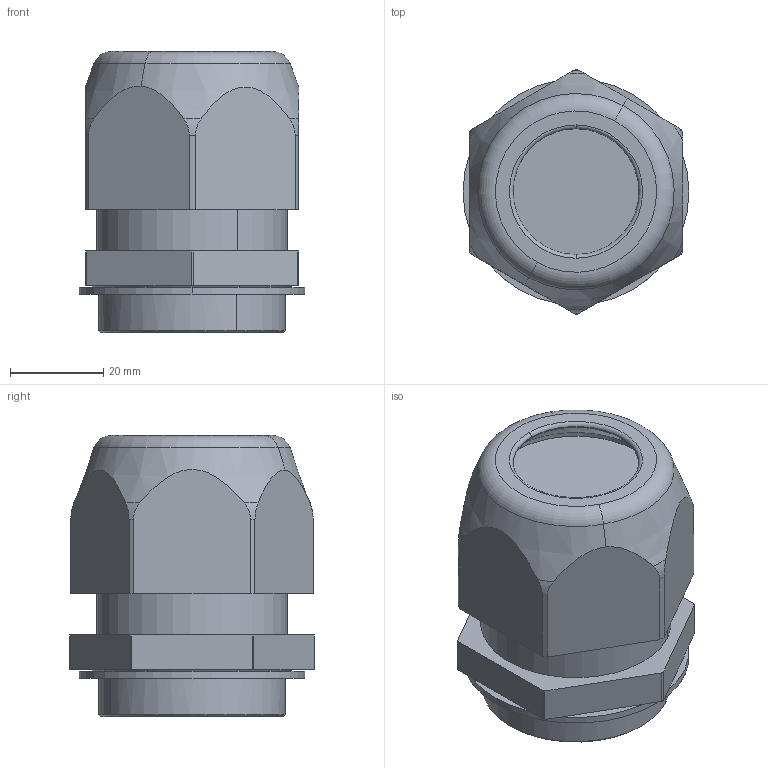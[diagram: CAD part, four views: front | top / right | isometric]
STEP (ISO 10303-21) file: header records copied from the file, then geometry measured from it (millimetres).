
FILE_DESCRIPTION(('CATIA V5 STEP Exchange','CAx-IF Rec.Pracs.--- Model Styling and Organization---1.4--- 2014-01-23'),'2;1');
FILE_NAME ('1211002-2_1_2722310000_2722310000.stp','2020-06-02T04:50:14+00:00',('none'),('Weidmueller'),'CATIA Version 5-6 Release 2016 SP3 HF44','CATIA V5 STEP AP214','none');
FILE_SCHEMA(('AUTOMOTIVE_DESIGN { 1 0 10303 214 1 1 1 1 }'));
Length unit declared in the file: millimetre
Products named in the file (1): 2722310000_VG M40 EXI 20-28 CR7J G4
Bounding box: 48.5 x 52.5 x 60.31 mm (x, y, z)
Volume: 62274.4 mm3; surface area: 29154.2 mm2
Topology: 4 solids, 4 shells, 82 faces, 191 edges, 122 vertices
Faces by surface type: cylinder 35, plane 25, torus 12, cone 10
Entity records: 2339 total; most frequent: CARTESIAN_POINT 554, ORIENTED_EDGE 382, DIRECTION 290, EDGE_CURVE 191, AXIS2_PLACEMENT_3D 155, VERTEX_POINT 122, CIRCLE 94, EDGE_LOOP 93
